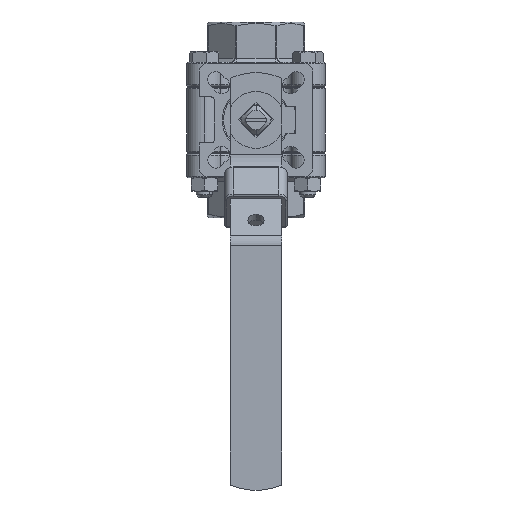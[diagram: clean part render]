
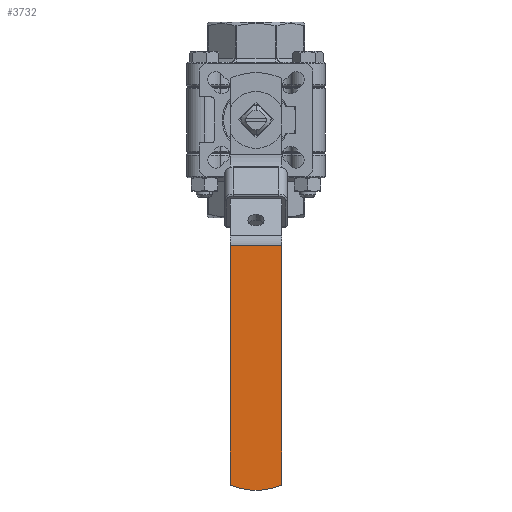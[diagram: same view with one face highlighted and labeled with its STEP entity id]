
A CAD part, left-side view. The second image highlights one B-rep face of the part: STEP entity #3732.
In plain terms, the highlighted face is planar.
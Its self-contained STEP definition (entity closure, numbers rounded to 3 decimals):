
#3359 = VERTEX_POINT ( 'NONE', #12114 ) ;
#3361 = EDGE_CURVE ( 'NONE', #3359, #3362, #12109, .T. ) ;
#3362 = VERTEX_POINT ( 'NONE', #12103 ) ;
#3462 = VERTEX_POINT ( 'NONE', #12783 ) ;
#3588 = EDGE_CURVE ( 'NONE', #3462, #3596, #13706, .T. ) ;
#3596 = VERTEX_POINT ( 'NONE', #13948 ) ;
#3710 = EDGE_LOOP ( 'NONE', ( #3711, #3713, #3714, #3716 ) ) ;
#3711 = ORIENTED_EDGE ( 'NONE', *, *, #3712, .T. ) ;
#3712 = EDGE_CURVE ( 'NONE', #3359, #3462, #14212, .T. ) ;
#3713 = ORIENTED_EDGE ( 'NONE', *, *, #3588, .T. ) ;
#3714 = ORIENTED_EDGE ( 'NONE', *, *, #3715, .F. ) ;
#3715 = EDGE_CURVE ( 'NONE', #3362, #3596, #14206, .T. ) ;
#3716 = ORIENTED_EDGE ( 'NONE', *, *, #3361, .F. ) ;
#3732 = ADVANCED_FACE ( 'NONE', ( #14408 ), #14360, .F. ) ;
#12103 = CARTESIAN_POINT ( 'NONE',  ( 46.328, 29.5, 9.5 ) ) ;
#12105 = DIRECTION ( 'NONE',  ( -1., 0., 0. ) ) ;
#12106 = VECTOR ( 'NONE', #12105, 1000. ) ;
#12108 = CARTESIAN_POINT ( 'NONE',  ( 46.328, 29.5, 9.5 ) ) ;
#12109 = LINE ( 'NONE', #12108, #12106 ) ;
#12114 = CARTESIAN_POINT ( 'NONE',  ( 135.125, 29.5, 9.5 ) ) ;
#12783 = CARTESIAN_POINT ( 'NONE',  ( 135.125, 29.5, -9.5 ) ) ;
#13702 = DIRECTION ( 'NONE',  ( -1., 0., 0. ) ) ;
#13703 = VECTOR ( 'NONE', #13702, 1000. ) ;
#13704 = CARTESIAN_POINT ( 'NONE',  ( 46.328, 29.5, -9.5 ) ) ;
#13706 = LINE ( 'NONE', #13704, #13703 ) ;
#13939 = DIRECTION ( 'NONE',  ( 0., 0., -1. ) ) ;
#13941 = VECTOR ( 'NONE', #13939, 1000. ) ;
#13948 = CARTESIAN_POINT ( 'NONE',  ( 46.328, 29.5, -9.5 ) ) ;
#14205 = CARTESIAN_POINT ( 'NONE',  ( 46.328, 29.5, 9.5 ) ) ;
#14206 = LINE ( 'NONE', #14205, #13941 ) ;
#14208 = DIRECTION ( 'NONE',  ( 0., 0., 1. ) ) ;
#14209 = DIRECTION ( 'NONE',  ( 0., 1., 0. ) ) ;
#14210 = CARTESIAN_POINT ( 'NONE',  ( 112., 29.5, 0. ) ) ;
#14211 = AXIS2_PLACEMENT_3D ( 'NONE', #14210, #14209, #14208 ) ;
#14212 = CIRCLE ( 'NONE', #14211, 25. ) ;
#14359 = CARTESIAN_POINT ( 'NONE',  ( 46.328, 29.5, 9.5 ) ) ;
#14360 = PLANE ( 'NONE',  #14426 ) ;
#14408 = FACE_OUTER_BOUND ( 'NONE', #3710, .T. ) ;
#14424 = DIRECTION ( 'NONE',  ( 0., 0., -1. ) ) ;
#14425 = DIRECTION ( 'NONE',  ( 0., -1., 0. ) ) ;
#14426 = AXIS2_PLACEMENT_3D ( 'NONE', #14359, #14425, #14424 ) ;
